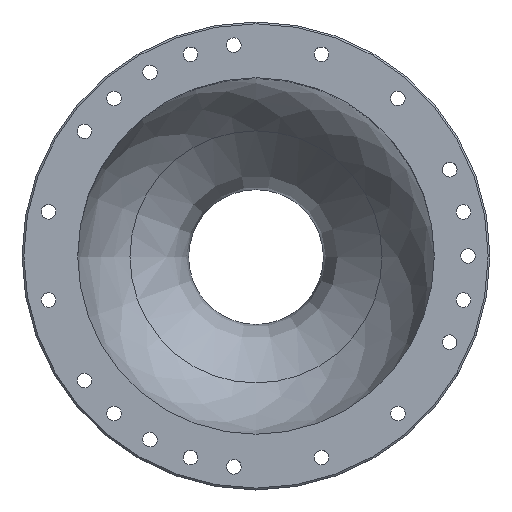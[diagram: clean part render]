
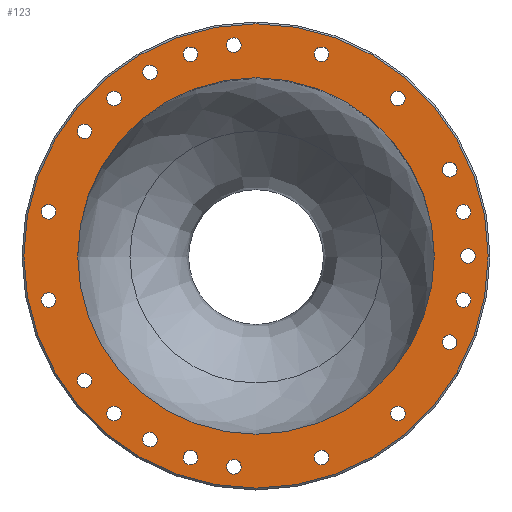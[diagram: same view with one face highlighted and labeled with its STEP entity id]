
A CAD part, top view. The second image highlights one B-rep face of the part: STEP entity #123.
In plain terms, the highlighted planar face has unit normal (0, 0, 1).
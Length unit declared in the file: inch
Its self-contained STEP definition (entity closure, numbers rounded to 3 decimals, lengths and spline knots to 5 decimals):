
#112=PLANE('',#919);
#123=ADVANCED_FACE('',(#216,#217,#218,#219,#220,#221,#222,#223,#224,#225,
#226,#227,#228,#229,#230,#231,#232,#233,#234,#235,#236,#237,#238),#112,
 .T.);
#216=FACE_BOUND('',#368,.T.);
#217=FACE_BOUND('',#369,.T.);
#218=FACE_BOUND('',#370,.T.);
#219=FACE_BOUND('',#371,.T.);
#220=FACE_BOUND('',#372,.T.);
#221=FACE_BOUND('',#373,.T.);
#222=FACE_BOUND('',#374,.T.);
#223=FACE_BOUND('',#375,.T.);
#224=FACE_BOUND('',#376,.T.);
#225=FACE_BOUND('',#377,.T.);
#226=FACE_BOUND('',#378,.T.);
#227=FACE_BOUND('',#379,.T.);
#228=FACE_BOUND('',#380,.T.);
#229=FACE_BOUND('',#381,.T.);
#230=FACE_BOUND('',#382,.T.);
#231=FACE_BOUND('',#383,.T.);
#232=FACE_BOUND('',#384,.T.);
#233=FACE_BOUND('',#385,.T.);
#234=FACE_BOUND('',#386,.T.);
#235=FACE_BOUND('',#387,.T.);
#236=FACE_BOUND('',#388,.T.);
#237=FACE_BOUND('',#389,.T.);
#238=FACE_BOUND('',#390,.T.);
#368=EDGE_LOOP('',(#520));
#369=EDGE_LOOP('',(#521));
#370=EDGE_LOOP('',(#522));
#371=EDGE_LOOP('',(#523));
#372=EDGE_LOOP('',(#524));
#373=EDGE_LOOP('',(#525));
#374=EDGE_LOOP('',(#526));
#375=EDGE_LOOP('',(#527));
#376=EDGE_LOOP('',(#528));
#377=EDGE_LOOP('',(#529));
#378=EDGE_LOOP('',(#530));
#379=EDGE_LOOP('',(#531));
#380=EDGE_LOOP('',(#532));
#381=EDGE_LOOP('',(#533));
#382=EDGE_LOOP('',(#534));
#383=EDGE_LOOP('',(#535));
#384=EDGE_LOOP('',(#536));
#385=EDGE_LOOP('',(#537));
#386=EDGE_LOOP('',(#538));
#387=EDGE_LOOP('',(#539));
#388=EDGE_LOOP('',(#540));
#389=EDGE_LOOP('',(#541));
#390=EDGE_LOOP('',(#542));
#520=ORIENTED_EDGE('',*,*,#742,.T.);
#521=ORIENTED_EDGE('',*,*,#743,.T.);
#522=ORIENTED_EDGE('',*,*,#744,.T.);
#523=ORIENTED_EDGE('',*,*,#745,.T.);
#524=ORIENTED_EDGE('',*,*,#746,.T.);
#525=ORIENTED_EDGE('',*,*,#747,.T.);
#526=ORIENTED_EDGE('',*,*,#748,.T.);
#527=ORIENTED_EDGE('',*,*,#749,.T.);
#528=ORIENTED_EDGE('',*,*,#750,.T.);
#529=ORIENTED_EDGE('',*,*,#751,.T.);
#530=ORIENTED_EDGE('',*,*,#752,.T.);
#531=ORIENTED_EDGE('',*,*,#753,.T.);
#532=ORIENTED_EDGE('',*,*,#754,.T.);
#533=ORIENTED_EDGE('',*,*,#755,.T.);
#534=ORIENTED_EDGE('',*,*,#756,.T.);
#535=ORIENTED_EDGE('',*,*,#757,.T.);
#536=ORIENTED_EDGE('',*,*,#758,.T.);
#537=ORIENTED_EDGE('',*,*,#759,.T.);
#538=ORIENTED_EDGE('',*,*,#760,.T.);
#539=ORIENTED_EDGE('',*,*,#761,.T.);
#540=ORIENTED_EDGE('',*,*,#762,.T.);
#541=ORIENTED_EDGE('',*,*,#763,.T.);
#542=ORIENTED_EDGE('',*,*,#764,.T.);
#666=VERTEX_POINT('',#1453);
#667=VERTEX_POINT('',#1455);
#668=VERTEX_POINT('',#1457);
#669=VERTEX_POINT('',#1459);
#670=VERTEX_POINT('',#1461);
#671=VERTEX_POINT('',#1463);
#672=VERTEX_POINT('',#1465);
#673=VERTEX_POINT('',#1467);
#674=VERTEX_POINT('',#1469);
#675=VERTEX_POINT('',#1471);
#676=VERTEX_POINT('',#1473);
#677=VERTEX_POINT('',#1475);
#678=VERTEX_POINT('',#1477);
#679=VERTEX_POINT('',#1479);
#680=VERTEX_POINT('',#1481);
#681=VERTEX_POINT('',#1483);
#682=VERTEX_POINT('',#1485);
#683=VERTEX_POINT('',#1487);
#684=VERTEX_POINT('',#1489);
#685=VERTEX_POINT('',#1491);
#686=VERTEX_POINT('',#1493);
#687=VERTEX_POINT('',#1495);
#688=VERTEX_POINT('',#1497);
#742=EDGE_CURVE('',#666,#666,#818,.T.);
#743=EDGE_CURVE('',#667,#667,#819,.T.);
#744=EDGE_CURVE('',#668,#668,#820,.T.);
#745=EDGE_CURVE('',#669,#669,#821,.T.);
#746=EDGE_CURVE('',#670,#670,#822,.T.);
#747=EDGE_CURVE('',#671,#671,#823,.T.);
#748=EDGE_CURVE('',#672,#672,#824,.T.);
#749=EDGE_CURVE('',#673,#673,#825,.T.);
#750=EDGE_CURVE('',#674,#674,#826,.T.);
#751=EDGE_CURVE('',#675,#675,#827,.T.);
#752=EDGE_CURVE('',#676,#676,#828,.T.);
#753=EDGE_CURVE('',#677,#677,#829,.T.);
#754=EDGE_CURVE('',#678,#678,#830,.T.);
#755=EDGE_CURVE('',#679,#679,#831,.T.);
#756=EDGE_CURVE('',#680,#680,#832,.T.);
#757=EDGE_CURVE('',#681,#681,#833,.T.);
#758=EDGE_CURVE('',#682,#682,#834,.T.);
#759=EDGE_CURVE('',#683,#683,#835,.T.);
#760=EDGE_CURVE('',#684,#684,#836,.T.);
#761=EDGE_CURVE('',#685,#685,#837,.T.);
#762=EDGE_CURVE('',#686,#686,#838,.T.);
#763=EDGE_CURVE('',#687,#687,#839,.T.);
#764=EDGE_CURVE('',#688,#688,#840,.T.);
#818=CIRCLE('',#896,3.19);
#819=CIRCLE('',#897,0.1005);
#820=CIRCLE('',#898,0.1005);
#821=CIRCLE('',#899,0.1005);
#822=CIRCLE('',#900,0.1005);
#823=CIRCLE('',#901,0.1005);
#824=CIRCLE('',#902,0.1005);
#825=CIRCLE('',#903,0.1005);
#826=CIRCLE('',#904,0.1005);
#827=CIRCLE('',#905,0.1005);
#828=CIRCLE('',#906,0.1005);
#829=CIRCLE('',#907,0.1005);
#830=CIRCLE('',#908,0.1005);
#831=CIRCLE('',#909,0.1005);
#832=CIRCLE('',#910,0.1005);
#833=CIRCLE('',#911,0.1005);
#834=CIRCLE('',#912,0.1005);
#835=CIRCLE('',#913,0.1005);
#836=CIRCLE('',#914,0.1005);
#837=CIRCLE('',#915,0.1005);
#838=CIRCLE('',#916,0.1005);
#839=CIRCLE('',#917,0.1005);
#840=CIRCLE('',#918,2.45);
#896=AXIS2_PLACEMENT_3D('',#1452,#1037,#1038);
#897=AXIS2_PLACEMENT_3D('',#1454,#1039,#1040);
#898=AXIS2_PLACEMENT_3D('',#1456,#1041,#1042);
#899=AXIS2_PLACEMENT_3D('',#1458,#1043,#1044);
#900=AXIS2_PLACEMENT_3D('',#1460,#1045,#1046);
#901=AXIS2_PLACEMENT_3D('',#1462,#1047,#1048);
#902=AXIS2_PLACEMENT_3D('',#1464,#1049,#1050);
#903=AXIS2_PLACEMENT_3D('',#1466,#1051,#1052);
#904=AXIS2_PLACEMENT_3D('',#1468,#1053,#1054);
#905=AXIS2_PLACEMENT_3D('',#1470,#1055,#1056);
#906=AXIS2_PLACEMENT_3D('',#1472,#1057,#1058);
#907=AXIS2_PLACEMENT_3D('',#1474,#1059,#1060);
#908=AXIS2_PLACEMENT_3D('',#1476,#1061,#1062);
#909=AXIS2_PLACEMENT_3D('',#1478,#1063,#1064);
#910=AXIS2_PLACEMENT_3D('',#1480,#1065,#1066);
#911=AXIS2_PLACEMENT_3D('',#1482,#1067,#1068);
#912=AXIS2_PLACEMENT_3D('',#1484,#1069,#1070);
#913=AXIS2_PLACEMENT_3D('',#1486,#1071,#1072);
#914=AXIS2_PLACEMENT_3D('',#1488,#1073,#1074);
#915=AXIS2_PLACEMENT_3D('',#1490,#1075,#1076);
#916=AXIS2_PLACEMENT_3D('',#1492,#1077,#1078);
#917=AXIS2_PLACEMENT_3D('',#1494,#1079,#1080);
#918=AXIS2_PLACEMENT_3D('',#1496,#1081,#1082);
#919=AXIS2_PLACEMENT_3D('',#1498,#1083,#1084);
#1037=DIRECTION('',(0.,0.,1.));
#1038=DIRECTION('',(1.,0.,0.));
#1039=DIRECTION('',(0.,0.,-1.));
#1040=DIRECTION('',(0.5,-0.866,0.));
#1041=DIRECTION('',(0.,0.,-1.));
#1042=DIRECTION('',(0.5,0.866,0.));
#1043=DIRECTION('',(0.,0.,-1.));
#1044=DIRECTION('',(0.5,-0.866,0.));
#1045=DIRECTION('',(0.,0.,-1.));
#1046=DIRECTION('',(0.5,0.866,0.));
#1047=DIRECTION('',(0.,0.,-1.));
#1048=DIRECTION('',(-1.,0.,0.));
#1049=DIRECTION('',(0.,0.,-1.));
#1050=DIRECTION('',(-1.,0.,0.));
#1051=DIRECTION('',(0.,0.,-1.));
#1052=DIRECTION('',(-0.914,-0.407,0.));
#1053=DIRECTION('',(0.,0.,-1.));
#1054=DIRECTION('',(-0.669,-0.743,0.));
#1055=DIRECTION('',(0.,0.,-1.));
#1056=DIRECTION('',(-0.309,-0.951,0.));
#1057=DIRECTION('',(0.,0.,-1.));
#1058=DIRECTION('',(0.105,-0.995,0.));
#1059=DIRECTION('',(0.,0.,-1.));
#1060=DIRECTION('',(0.5,-0.866,0.));
#1061=DIRECTION('',(0.,0.,-1.));
#1062=DIRECTION('',(0.809,-0.588,0.));
#1063=DIRECTION('',(0.,0.,-1.));
#1064=DIRECTION('',(0.978,-0.208,0.));
#1065=DIRECTION('',(0.,0.,-1.));
#1066=DIRECTION('',(0.978,0.208,0.));
#1067=DIRECTION('',(0.,0.,-1.));
#1068=DIRECTION('',(0.809,0.588,0.));
#1069=DIRECTION('',(0.,0.,-1.));
#1070=DIRECTION('',(0.5,0.866,0.));
#1071=DIRECTION('',(0.,0.,-1.));
#1072=DIRECTION('',(0.105,0.995,0.));
#1073=DIRECTION('',(0.,0.,-1.));
#1074=DIRECTION('',(-0.309,0.951,0.));
#1075=DIRECTION('',(0.,0.,-1.));
#1076=DIRECTION('',(-0.669,0.743,0.));
#1077=DIRECTION('',(0.,0.,-1.));
#1078=DIRECTION('',(-0.914,0.407,0.));
#1079=DIRECTION('',(0.,0.,-1.));
#1080=DIRECTION('',(-1.,0.,0.));
#1081=DIRECTION('',(0.,0.,-1.));
#1082=DIRECTION('',(-1.,0.,0.));
#1083=DIRECTION('',(0.,0.,1.));
#1084=DIRECTION('',(1.,0.,0.));
#1452=CARTESIAN_POINT('',(0.,0.,10.17854));
#1453=CARTESIAN_POINT('',(3.19,0.,10.17854));
#1454=CARTESIAN_POINT('',(-0.90032,2.7709,10.17854));
#1455=CARTESIAN_POINT('',(-0.85007,2.68387,10.17854));
#1456=CARTESIAN_POINT('',(-1.94951,-2.16515,10.17854));
#1457=CARTESIAN_POINT('',(-1.89926,-2.07812,10.17854));
#1458=CARTESIAN_POINT('',(-1.94951,2.16515,10.17854));
#1459=CARTESIAN_POINT('',(-1.89926,2.07812,10.17854));
#1460=CARTESIAN_POINT('',(-0.90032,-2.7709,10.17854));
#1461=CARTESIAN_POINT('',(-0.85007,-2.68387,10.17854));
#1462=CARTESIAN_POINT('',(2.84983,-0.60575,10.17854));
#1463=CARTESIAN_POINT('',(2.74933,-0.60575,10.17854));
#1464=CARTESIAN_POINT('',(2.84983,0.60575,10.17854));
#1465=CARTESIAN_POINT('',(2.74933,0.60575,10.17854));
#1466=CARTESIAN_POINT('',(-0.30454,2.89754,10.17854));
#1467=CARTESIAN_POINT('',(-0.39635,2.85666,10.17854));
#1468=CARTESIAN_POINT('',(-1.45675,2.52317,10.17854));
#1469=CARTESIAN_POINT('',(-1.524,2.44848,10.17854));
#1470=CARTESIAN_POINT('',(-2.35707,1.71251,10.17854));
#1471=CARTESIAN_POINT('',(-2.38813,1.61693,10.17854));
#1472=CARTESIAN_POINT('',(-2.84983,0.60575,10.17854));
#1473=CARTESIAN_POINT('',(-2.83933,0.5058,10.17854));
#1474=CARTESIAN_POINT('',(-2.84983,-0.60575,10.17854));
#1475=CARTESIAN_POINT('',(-2.79958,-0.69279,10.17854));
#1476=CARTESIAN_POINT('',(-2.35707,-1.71251,10.17854));
#1477=CARTESIAN_POINT('',(-2.27576,-1.77158,10.17854));
#1478=CARTESIAN_POINT('',(-1.45675,-2.52317,10.17854));
#1479=CARTESIAN_POINT('',(-1.35845,-2.54406,10.17854));
#1480=CARTESIAN_POINT('',(-0.30454,-2.89754,10.17854));
#1481=CARTESIAN_POINT('',(-0.20624,-2.87664,10.17854));
#1482=CARTESIAN_POINT('',(0.90032,-2.7709,10.17854));
#1483=CARTESIAN_POINT('',(0.98163,-2.71183,10.17854));
#1484=CARTESIAN_POINT('',(1.94951,-2.16515,10.17854));
#1485=CARTESIAN_POINT('',(1.99976,-2.07812,10.17854));
#1486=CARTESIAN_POINT('',(2.66161,-1.18503,10.17854));
#1487=CARTESIAN_POINT('',(2.67212,-1.08508,10.17854));
#1488=CARTESIAN_POINT('',(2.9135,0.,10.17854));
#1489=CARTESIAN_POINT('',(2.88244,0.09558,10.17854));
#1490=CARTESIAN_POINT('',(2.66161,1.18503,10.17854));
#1491=CARTESIAN_POINT('',(2.59437,1.25971,10.17854));
#1492=CARTESIAN_POINT('',(1.94951,2.16515,10.17854));
#1493=CARTESIAN_POINT('',(1.8577,2.20603,10.17854));
#1494=CARTESIAN_POINT('',(0.90032,2.7709,10.17854));
#1495=CARTESIAN_POINT('',(0.79982,2.7709,10.17854));
#1496=CARTESIAN_POINT('',(0.,0.,10.17854));
#1497=CARTESIAN_POINT('',(-2.45,0.,10.17854));
#1498=CARTESIAN_POINT('',(2.7,0.,10.17854));
